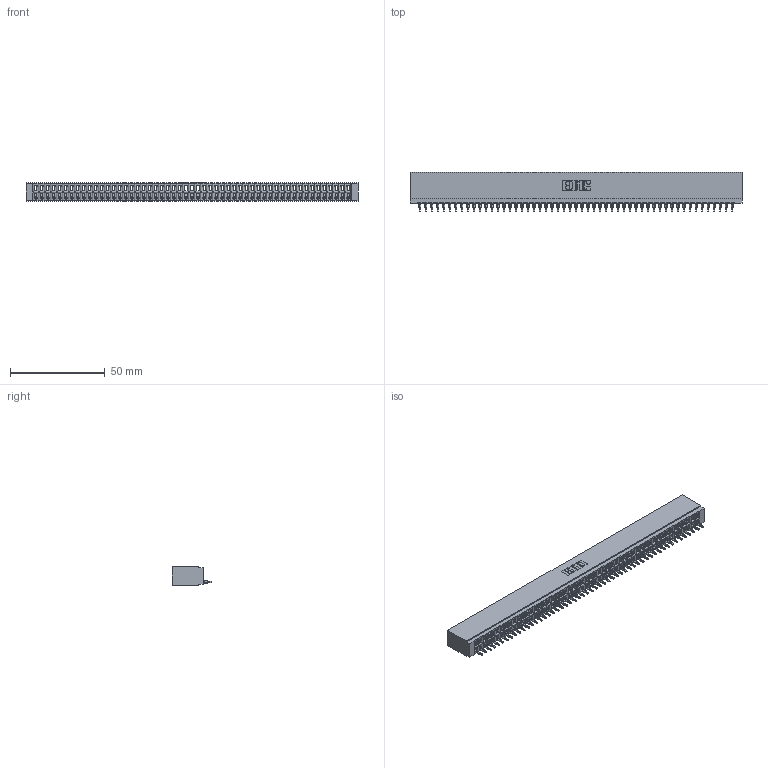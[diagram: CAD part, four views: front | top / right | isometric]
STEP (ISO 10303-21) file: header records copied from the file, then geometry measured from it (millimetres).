
FILE_DESCRIPTION (( 'STEP AP203' ), '1' );
FILE_NAME ('746-053-520-501.STEP', '2026-03-04T21:11:47', ( '' ), ( '' ), 'SwSTEP 2.0', 'SolidWorks 2023', '' );
FILE_SCHEMA (( 'CONFIG_CONTROL_DESIGN' ));
Length unit declared in the file: millimetre
Products named in the file (3): 746 Part_.340 Slot Depth - 01; 746-292-001_520; 746-053-520-501
Assembly tree (54 placements, depth 2):
  746-053-520-501
    746 Part_.340 Slot Depth - 01
    746-292-001_520  x53
Bounding box: 175.51 x 20.82 x 9.91 mm (x, y, z)
Volume: 19556.3 mm3; surface area: 26149.4 mm2
Topology: 54 solids, 54 shells, 5821 faces, 16534 edges, 10616 vertices
Faces by surface type: plane 3394, bspline 1060, cylinder 1049, torus 318
Entity records: 78535 total; most frequent: CARTESIAN_POINT 15802, ORIENTED_EDGE 13828, DIRECTION 11420, EDGE_CURVE 6914, VECTOR 6200, LINE 6200, VERTEX_POINT 4584, AXIS2_PLACEMENT_3D 2610
